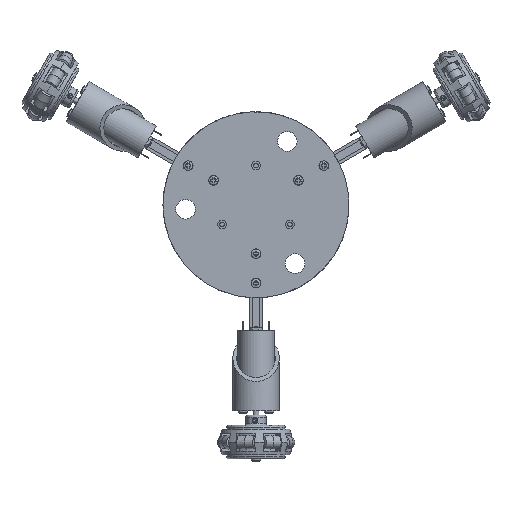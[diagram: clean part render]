
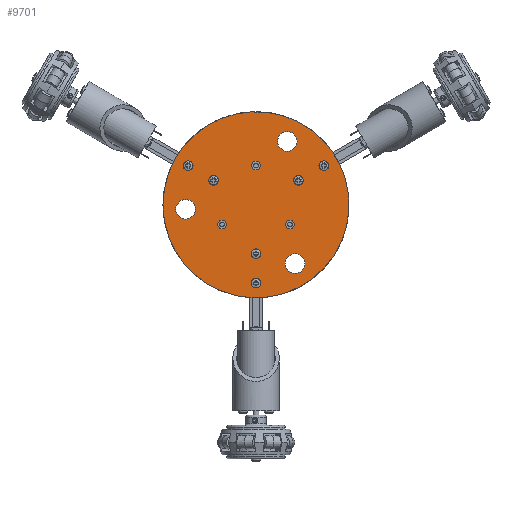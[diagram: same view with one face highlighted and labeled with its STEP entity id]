
A CAD part, front view. The second image highlights one B-rep face of the part: STEP entity #9701.
In plain terms, the highlighted planar face has unit normal (0, -1, 0).
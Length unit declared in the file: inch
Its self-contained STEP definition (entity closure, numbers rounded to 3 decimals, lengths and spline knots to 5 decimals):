
#2019=PLANE($,#10438);
#2402=FACE_BOUND($,#3324,.T.);
#2403=FACE_BOUND($,#3325,.T.);
#2404=FACE_BOUND($,#3326,.T.);
#2405=FACE_BOUND($,#3327,.T.);
#2406=FACE_BOUND($,#3328,.T.);
#2407=FACE_BOUND($,#3329,.T.);
#2408=FACE_BOUND($,#3330,.T.);
#2409=FACE_BOUND($,#3331,.T.);
#2410=FACE_BOUND($,#3332,.T.);
#2411=FACE_BOUND($,#3333,.T.);
#2412=FACE_BOUND($,#3334,.T.);
#2413=FACE_BOUND($,#3335,.T.);
#2414=FACE_BOUND($,#3336,.T.);
#3324=EDGE_LOOP($,(#7143));
#3325=EDGE_LOOP($,(#7144));
#3326=EDGE_LOOP($,(#7145));
#3327=EDGE_LOOP($,(#7146));
#3328=EDGE_LOOP($,(#7147));
#3329=EDGE_LOOP($,(#7148));
#3330=EDGE_LOOP($,(#7149));
#3331=EDGE_LOOP($,(#7150));
#3332=EDGE_LOOP($,(#7151));
#3333=EDGE_LOOP($,(#7152));
#3334=EDGE_LOOP($,(#7153));
#3335=EDGE_LOOP($,(#7154));
#3336=EDGE_LOOP($,(#7155));
#4047=CIRCLE($,#10304,0.25);
#4049=CIRCLE($,#10309,0.06);
#4051=CIRCLE($,#10314,0.06);
#4053=CIRCLE($,#10317,0.0675);
#4055=CIRCLE($,#10320,0.25);
#4057=CIRCLE($,#10325,0.06);
#4059=CIRCLE($,#10330,0.06);
#4061=CIRCLE($,#10333,0.0675);
#4095=CIRCLE($,#10378,2.375);
#4105=CIRCLE($,#10404,0.0675);
#4106=CIRCLE($,#10406,0.25);
#4107=CIRCLE($,#10408,0.06);
#4109=CIRCLE($,#10411,0.06);
#4508=VERTEX_POINT($,#14486);
#4518=VERTEX_POINT($,#14509);
#4528=VERTEX_POINT($,#14532);
#4530=VERTEX_POINT($,#14537);
#4532=VERTEX_POINT($,#14542);
#4542=VERTEX_POINT($,#14565);
#4552=VERTEX_POINT($,#14588);
#4554=VERTEX_POINT($,#14593);
#4588=VERTEX_POINT($,#14692);
#4605=VERTEX_POINT($,#14755);
#4606=VERTEX_POINT($,#14758);
#4607=VERTEX_POINT($,#14761);
#4609=VERTEX_POINT($,#14766);
#5447=EDGE_CURVE($,#4508,#4508,#4047,.T.);
#5457=EDGE_CURVE($,#4518,#4518,#4049,.T.);
#5467=EDGE_CURVE($,#4528,#4528,#4051,.T.);
#5469=EDGE_CURVE($,#4530,#4530,#4053,.T.);
#5471=EDGE_CURVE($,#4532,#4532,#4055,.T.);
#5481=EDGE_CURVE($,#4542,#4542,#4057,.T.);
#5491=EDGE_CURVE($,#4552,#4552,#4059,.T.);
#5493=EDGE_CURVE($,#4554,#4554,#4061,.T.);
#5547=EDGE_CURVE($,#4588,#4588,#4095,.T.);
#5577=EDGE_CURVE($,#4605,#4605,#4105,.T.);
#5578=EDGE_CURVE($,#4606,#4606,#4106,.T.);
#5579=EDGE_CURVE($,#4607,#4607,#4107,.T.);
#5581=EDGE_CURVE($,#4609,#4609,#4109,.T.);
#7143=ORIENTED_EDGE($,*,*,#5447,.T.);
#7144=ORIENTED_EDGE($,*,*,#5457,.T.);
#7145=ORIENTED_EDGE($,*,*,#5467,.T.);
#7146=ORIENTED_EDGE($,*,*,#5469,.T.);
#7147=ORIENTED_EDGE($,*,*,#5471,.T.);
#7148=ORIENTED_EDGE($,*,*,#5481,.T.);
#7149=ORIENTED_EDGE($,*,*,#5491,.T.);
#7150=ORIENTED_EDGE($,*,*,#5493,.T.);
#7151=ORIENTED_EDGE($,*,*,#5577,.T.);
#7152=ORIENTED_EDGE($,*,*,#5578,.T.);
#7153=ORIENTED_EDGE($,*,*,#5579,.T.);
#7154=ORIENTED_EDGE($,*,*,#5581,.T.);
#7155=ORIENTED_EDGE($,*,*,#5547,.T.);
#9701=ADVANCED_FACE($,(#2402,#2403,#2404,#2405,#2406,#2407,#2408,#2409,
#2410,#2411,#2412,#2413,#2414),#2019,.F.);
#10304=AXIS2_PLACEMENT_3D($,#14487,#11498,#11499);
#10309=AXIS2_PLACEMENT_3D($,#14510,#11516,#11517);
#10314=AXIS2_PLACEMENT_3D($,#14533,#11534,#11535);
#10317=AXIS2_PLACEMENT_3D($,#14538,#11540,#11541);
#10320=AXIS2_PLACEMENT_3D($,#14543,#11546,#11547);
#10325=AXIS2_PLACEMENT_3D($,#14566,#11564,#11565);
#10330=AXIS2_PLACEMENT_3D($,#14589,#11582,#11583);
#10333=AXIS2_PLACEMENT_3D($,#14594,#11588,#11589);
#10378=AXIS2_PLACEMENT_3D($,#14693,#11698,#11699);
#10404=AXIS2_PLACEMENT_3D($,#14756,#11770,#11771);
#10406=AXIS2_PLACEMENT_3D($,#14759,#11774,#11775);
#10408=AXIS2_PLACEMENT_3D($,#14762,#11778,#11779);
#10411=AXIS2_PLACEMENT_3D($,#14767,#11784,#11785);
#10438=AXIS2_PLACEMENT_3D($,#14837,#11862,#11863);
#11498=DIRECTION('center_axis',(0.,1.,0.));
#11499=DIRECTION('ref_axis',(0.5,0.,-0.866));
#11516=DIRECTION('center_axis',(0.,1.,0.));
#11517=DIRECTION('ref_axis',(0.5,0.,-0.866));
#11534=DIRECTION('center_axis',(0.,1.,0.));
#11535=DIRECTION('ref_axis',(0.5,0.,-0.866));
#11540=DIRECTION('center_axis',(0.,1.,0.));
#11541=DIRECTION('ref_axis',(0.5,0.,-0.866));
#11546=DIRECTION('center_axis',(0.,1.,0.));
#11547=DIRECTION('ref_axis',(0.5,0.,0.866));
#11564=DIRECTION('center_axis',(0.,1.,0.));
#11565=DIRECTION('ref_axis',(0.5,0.,0.866));
#11582=DIRECTION('center_axis',(0.,1.,0.));
#11583=DIRECTION('ref_axis',(0.5,0.,0.866));
#11588=DIRECTION('center_axis',(0.,1.,0.));
#11589=DIRECTION('ref_axis',(0.5,0.,0.866));
#11698=DIRECTION('center_axis',(0.,-1.,0.));
#11699=DIRECTION('ref_axis',(1.,0.,0.));
#11770=DIRECTION('center_axis',(0.,1.,0.));
#11771=DIRECTION('ref_axis',(-1.,0.,0.));
#11774=DIRECTION('center_axis',(0.,1.,0.));
#11775=DIRECTION('ref_axis',(-1.,0.,0.));
#11778=DIRECTION('center_axis',(0.,1.,0.));
#11779=DIRECTION('ref_axis',(-1.,0.,0.));
#11784=DIRECTION('center_axis',(0.,1.,0.));
#11785=DIRECTION('ref_axis',(-1.,0.,0.));
#11862=DIRECTION('center_axis',(0.,1.,0.));
#11863=DIRECTION('ref_axis',(0.,0.,1.));
#14486=CARTESIAN_POINT('',(0.67404,0.,1.83253));
#14487=CARTESIAN_POINT('Origin',(0.79904,0.,1.61603));
#14509=CARTESIAN_POINT('',(1.70205,0.,1.05196));
#14510=CARTESIAN_POINT('Origin',(1.73205,0.,1.));
#14532=CARTESIAN_POINT('',(1.05253,0.,0.67696));
#14533=CARTESIAN_POINT('Origin',(1.08253,0.,0.625));
#14537=CARTESIAN_POINT('',(-0.89978,0.,-0.44154));
#14538=CARTESIAN_POINT('Origin',(-0.86603,0.,-0.5));
#14542=CARTESIAN_POINT('',(-1.92404,0.,-0.33253));
#14543=CARTESIAN_POINT('Origin',(-1.79904,0.,-0.11603));
#14565=CARTESIAN_POINT('',(-1.76205,0.,0.94804));
#14566=CARTESIAN_POINT('Origin',(-1.73205,0.,1.));
#14588=CARTESIAN_POINT('',(-1.11253,0.,0.57304));
#14589=CARTESIAN_POINT('Origin',(-1.08253,0.,0.625));
#14593=CARTESIAN_POINT('',(0.83228,0.,-0.55846));
#14594=CARTESIAN_POINT('Origin',(0.86603,0.,-0.5));
#14692=CARTESIAN_POINT('',(-2.375,0.,0.));
#14693=CARTESIAN_POINT('Origin',(0.,0.,0.));
#14755=CARTESIAN_POINT('',(0.0675,0.,1.));
#14756=CARTESIAN_POINT('Origin',(0.,0.,1.));
#14758=CARTESIAN_POINT('',(1.25,0.,-1.5));
#14759=CARTESIAN_POINT('Origin',(1.,0.,-1.5));
#14761=CARTESIAN_POINT('',(0.06,0.,-2.));
#14762=CARTESIAN_POINT('Origin',(0.,0.,-2.));
#14766=CARTESIAN_POINT('',(0.06,0.,-1.25));
#14767=CARTESIAN_POINT('Origin',(0.,0.,-1.25));
#14837=CARTESIAN_POINT('Origin',(0.,0.,0.));
